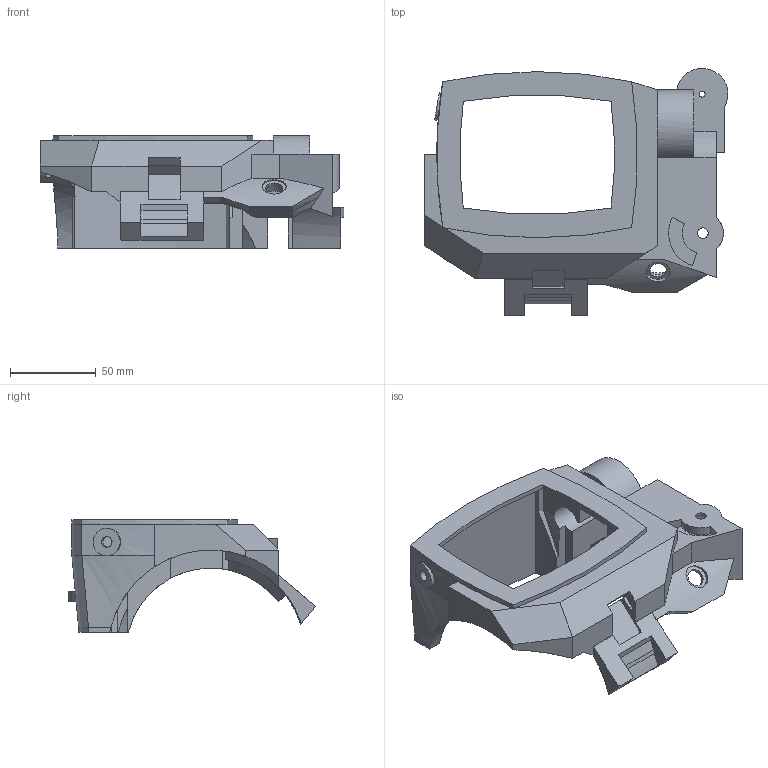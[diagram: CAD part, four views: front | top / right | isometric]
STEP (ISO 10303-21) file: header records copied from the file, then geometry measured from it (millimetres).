
FILE_DESCRIPTION(/* description */ ('STEP AP242','CAx-IF Rec.Pracs.---Representation and Presentation of Product Manufacturing Information (PMI)---4.0---2014-10-13','CAx-IF Rec.Pracs.---3D Tessellated Geometry---0.4---2014-09-14','2;1'),/* implementation_level */ '2;1');
FILE_NAME(/* name */ 'Part Studio 1 - Electronic Housing',/* time_stamp */ '2025-07-06T02:22:28Z',/* author */ (''),/* organization */ (''),/* preprocessor_version */ 'ST-DEVELOPER v20',/* originating_system */ 'ONSHAPE BY PTC INC, 1.200',/* authorisation */ ' ');
FILE_SCHEMA (('AP242_MANAGED_MODEL_BASED_3D_ENGINEERING_MIM_LF { 1 0 10303 442 1 1 4 }'));
Length unit declared in the file: metre
Products named in the file (1): Electronic Housing
Bounding box: 176.92 x 143.93 x 65.72 mm (x, y, z)
Volume: 282051.4 mm3; surface area: 76931.9 mm2
Topology: 1 solids, 1 shells, 172 faces, 491 edges, 322 vertices
Faces by surface type: plane 104, cylinder 50, cone 9, bspline 9
Full cylindrical faces by diameter (mm): 3.4 x1, 4 x6, 6.2 x3, 10 x1, 14 x2, 16 x1, 18.2 x2, 20 x1
Entity records: 5595 total; most frequent: CARTESIAN_POINT 1294, ORIENTED_EDGE 892, DIRECTION 850, EDGE_CURVE 446, VERTEX_POINT 306, AXIS2_PLACEMENT_3D 291, LINE 268, VECTOR 268
